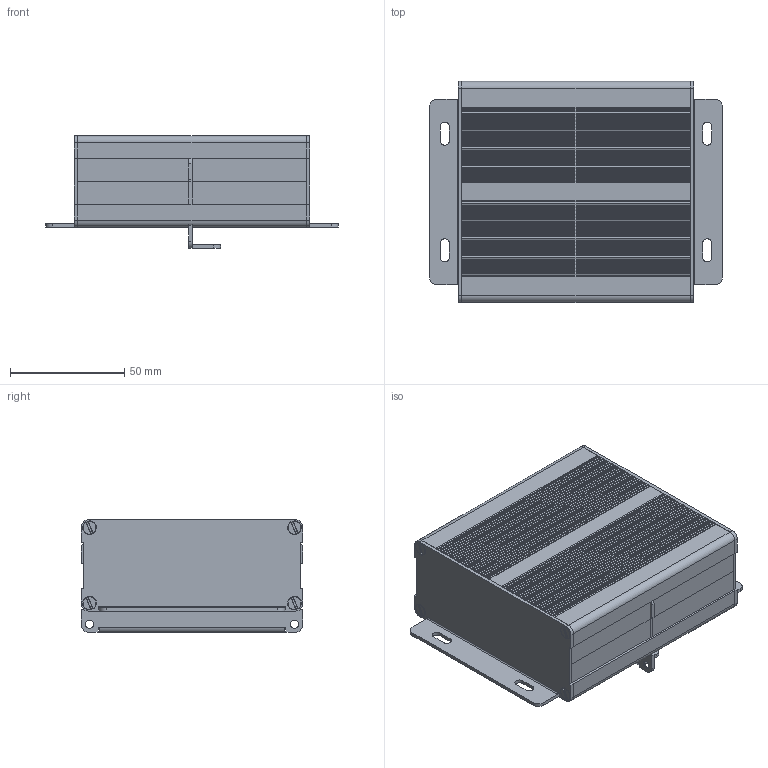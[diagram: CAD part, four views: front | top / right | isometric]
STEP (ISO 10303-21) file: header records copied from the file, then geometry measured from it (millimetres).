
FILE_DESCRIPTION( ( 'Unknown' ), '1' );
FILE_NAME( 'aluminium box.stp', 'Unknown', ( 'Unknown' ), ( 'Unknown' ), 'XStep 1.0', 'Unknown', ' ' );
FILE_SCHEMA( ( 'CONFIG_CONTROL_DESIGN' ) );
Length unit declared in the file: millimetre
Products named in the file (4): Assem1; Aluminium Case; Aluminium Side; Box screw
Bounding box: 128 x 96.8 x 49.25 mm (x, y, z)
Volume: 120010.8 mm3; surface area: 122444.7 mm2
Topology: 15 solids, 15 shells, 789 faces, 2265 edges, 1506 vertices
Faces by surface type: plane 666, cylinder 93, cone 30
Full cylindrical faces by diameter (mm): 3 x9, 3.6 x12
Entity records: 7988 total; most frequent: CARTESIAN_POINT 1408, ORIENTED_EDGE 1366, DIRECTION 1244, EDGE_CURVE 683, LINE 622, VECTOR 622, VERTEX_POINT 459, AXIS2_PLACEMENT_3D 311
